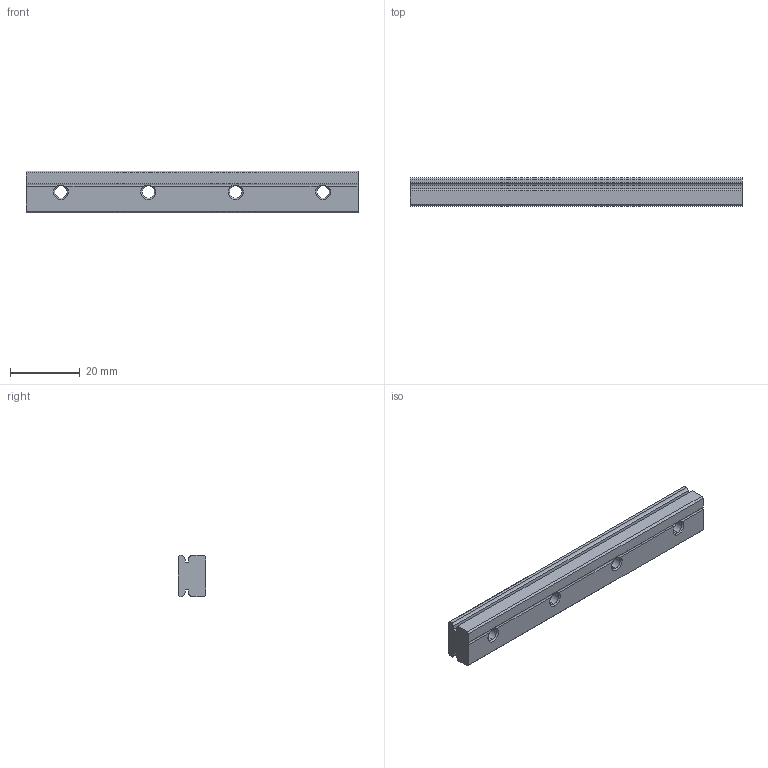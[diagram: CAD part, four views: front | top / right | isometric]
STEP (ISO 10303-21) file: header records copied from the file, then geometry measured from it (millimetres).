
FILE_DESCRIPTION (( 'STEP AP203' ), '1' );
FILE_NAME ('mgnr12.STEP', '2007-10-22T12:24:55', ( 'HIWIN GmbH' ), ( '77654 Offenburg' ), 'SwSTEP 2.0', 'SolidWorks 2006104', '' );
FILE_SCHEMA (( 'CONFIG_CONTROL_DESIGN' ));
Length unit declared in the file: millimetre
Products named in the file (1): mgnr12
Bounding box: 95 x 8 x 12 mm (x, y, z)
Volume: 7904.2 mm3; surface area: 4861.3 mm2
Topology: 1 solids, 1 shells, 60 faces, 158 edges, 100 vertices
Faces by surface type: plane 23, cylinder 21, cone 16
Entity records: 1977 total; most frequent: CARTESIAN_POINT 367, DIRECTION 330, ORIENTED_EDGE 316, EDGE_CURVE 158, AXIS2_PLACEMENT_3D 119, VERTEX_POINT 100, VECTOR 92, LINE 92
